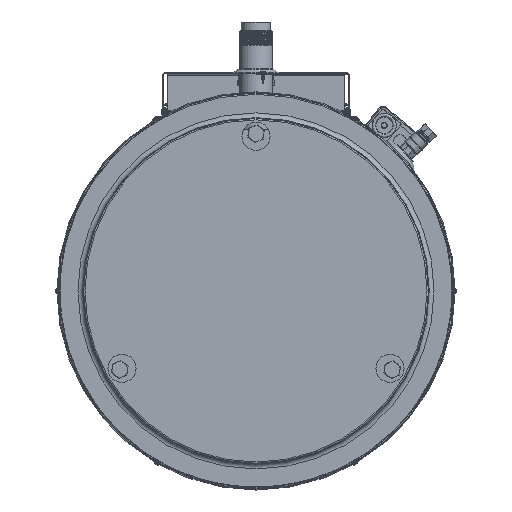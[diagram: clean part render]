
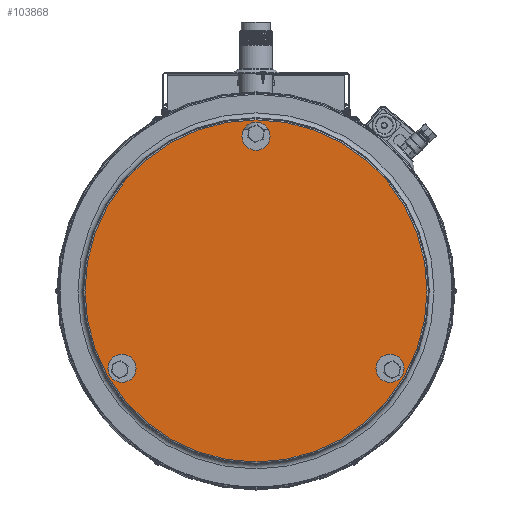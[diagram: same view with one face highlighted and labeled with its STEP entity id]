
A CAD part, front view. The second image highlights one B-rep face of the part: STEP entity #103868.
In plain terms, the highlighted planar face has unit normal (0, -1, 0).
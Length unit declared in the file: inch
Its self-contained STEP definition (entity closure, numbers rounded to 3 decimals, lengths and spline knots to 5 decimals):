
#532 = FACE_OUTER_BOUND ( 'NONE', #33161, .T. ) ;
#2602 = EDGE_CURVE ( 'NONE', #48043, #48043, #128186, .T. ) ;
#7094 = AXIS2_PLACEMENT_3D ( 'NONE', #160050, #123322, #102185 ) ;
#18726 = CIRCLE ( 'NONE', #78812, 12.16318 ) ;
#22589 = CARTESIAN_POINT ( 'NONE',  ( 0., -0.5299, 0. ) ) ;
#27428 = CARTESIAN_POINT ( 'NONE',  ( 9.52628, -0.5299, -4.5 ) ) ;
#29587 = EDGE_LOOP ( 'NONE', ( #152835 ) ) ;
#29829 = DIRECTION ( 'NONE',  ( 0., 0., 1. ) ) ;
#32757 = ORIENTED_EDGE ( 'NONE', *, *, #120854, .T. ) ;
#33129 = CARTESIAN_POINT ( 'NONE',  ( 0., -0.5299, 11. ) ) ;
#33161 = EDGE_LOOP ( 'NONE', ( #134772 ) ) ;
#34894 = DIRECTION ( 'NONE',  ( 0., -1., 0. ) ) ;
#40501 = VERTEX_POINT ( 'NONE', #65787 ) ;
#46115 = DIRECTION ( 'NONE',  ( 0., 0., 1. ) ) ;
#46991 = EDGE_LOOP ( 'NONE', ( #32757 ) ) ;
#48043 = VERTEX_POINT ( 'NONE', #156607 ) ;
#51720 = EDGE_CURVE ( 'NONE', #116321, #116321, #134663, .T. ) ;
#53907 = CIRCLE ( 'NONE', #144977, 1. ) ;
#65787 = CARTESIAN_POINT ( 'NONE',  ( 0., -0.5299, 12.16318 ) ) ;
#74050 = FACE_BOUND ( 'NONE', #29587, .T. ) ;
#78812 = AXIS2_PLACEMENT_3D ( 'NONE', #79695, #104101, #29829 ) ;
#79695 = CARTESIAN_POINT ( 'NONE',  ( 0., -0.5299, 0. ) ) ;
#87145 = DIRECTION ( 'NONE',  ( 0., 0., 1. ) ) ;
#101864 = ORIENTED_EDGE ( 'NONE', *, *, #2602, .T. ) ;
#102185 = DIRECTION ( 'NONE',  ( 0., 0., 1. ) ) ;
#103868 = ADVANCED_FACE ( 'NONE', ( #74050, #125289, #147353, #532 ), #160426, .T. ) ;
#104101 = DIRECTION ( 'NONE',  ( 0., -1., 0. ) ) ;
#104880 = AXIS2_PLACEMENT_3D ( 'NONE', #119533, #157100, #46115 ) ;
#104986 = DIRECTION ( 'NONE',  ( 0., 0., 1. ) ) ;
#110376 = DIRECTION ( 'NONE',  ( 0., 1., 0. ) ) ;
#116321 = VERTEX_POINT ( 'NONE', #27428 ) ;
#116339 = CARTESIAN_POINT ( 'NONE',  ( 0., -0.5299, 12. ) ) ;
#117523 = EDGE_CURVE ( 'NONE', #40501, #40501, #18726, .T. ) ;
#119533 = CARTESIAN_POINT ( 'NONE',  ( -9.52628, -0.5299, -5.5 ) ) ;
#120854 = EDGE_CURVE ( 'NONE', #155494, #155494, #53907, .T. ) ;
#123322 = DIRECTION ( 'NONE',  ( 0., 1., 0. ) ) ;
#125289 = FACE_BOUND ( 'NONE', #145082, .T. ) ;
#128186 = CIRCLE ( 'NONE', #104880, 1. ) ;
#134663 = CIRCLE ( 'NONE', #7094, 1. ) ;
#134772 = ORIENTED_EDGE ( 'NONE', *, *, #117523, .T. ) ;
#144977 = AXIS2_PLACEMENT_3D ( 'NONE', #33129, #110376, #104986 ) ;
#145082 = EDGE_LOOP ( 'NONE', ( #101864 ) ) ;
#147353 = FACE_BOUND ( 'NONE', #46991, .T. ) ;
#147469 = AXIS2_PLACEMENT_3D ( 'NONE', #22589, #34894, #87145 ) ;
#152835 = ORIENTED_EDGE ( 'NONE', *, *, #51720, .T. ) ;
#155494 = VERTEX_POINT ( 'NONE', #116339 ) ;
#156607 = CARTESIAN_POINT ( 'NONE',  ( -9.52628, -0.5299, -4.5 ) ) ;
#157100 = DIRECTION ( 'NONE',  ( 0., 1., 0. ) ) ;
#160050 = CARTESIAN_POINT ( 'NONE',  ( 9.52628, -0.5299, -5.5 ) ) ;
#160426 = PLANE ( 'NONE',  #147469 ) ;
